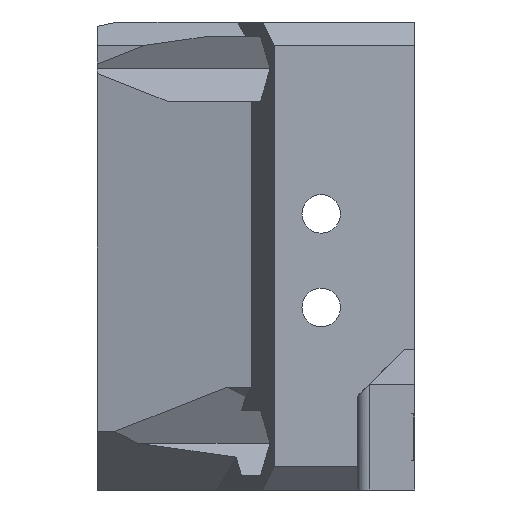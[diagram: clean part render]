
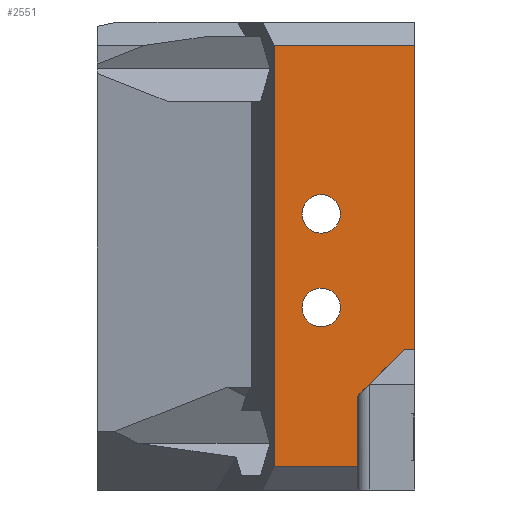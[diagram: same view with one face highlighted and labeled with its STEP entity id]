
A CAD part, left-side view. The second image highlights one B-rep face of the part: STEP entity #2551.
In plain terms, the highlighted planar face has unit normal (-1, 0, 0).
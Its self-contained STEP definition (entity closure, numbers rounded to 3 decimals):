
#31=FACE_BOUND('',#914,.T.);
#32=FACE_BOUND('',#915,.T.);
#70=CIRCLE('',#2718,1.65);
#71=CIRCLE('',#2719,1.65);
#153=LINE('',#3979,#415);
#158=LINE('',#4052,#420);
#171=LINE('',#4077,#433);
#197=LINE('',#4902,#459);
#198=LINE('',#4903,#460);
#199=LINE('',#4905,#461);
#200=LINE('',#4906,#462);
#415=VECTOR('',#2934,1000.);
#420=VECTOR('',#2949,1000.);
#433=VECTOR('',#2966,1000.);
#459=VECTOR('',#3010,1000.);
#460=VECTOR('',#3011,1000.);
#461=VECTOR('',#3012,1000.);
#462=VECTOR('',#3013,1000.);
#664=PLANE('',#2717);
#771=FACE_OUTER_BOUND('',#913,.T.);
#913=EDGE_LOOP('',(#1904,#1905,#1906,#1907,#1908,#1909,#1910));
#914=EDGE_LOOP('',(#1911));
#915=EDGE_LOOP('',(#1912));
#1155=VERTEX_POINT('',#3976);
#1156=VERTEX_POINT('',#3978);
#1166=VERTEX_POINT('',#4049);
#1167=VERTEX_POINT('',#4051);
#1177=VERTEX_POINT('',#4076);
#1230=VERTEX_POINT('',#4901);
#1231=VERTEX_POINT('',#4904);
#1232=VERTEX_POINT('',#4907);
#1233=VERTEX_POINT('',#4909);
#1417=EDGE_CURVE('',#1155,#1156,#153,.T.);
#1428=EDGE_CURVE('',#1167,#1166,#158,.T.);
#1441=EDGE_CURVE('',#1177,#1167,#171,.T.);
#1502=EDGE_CURVE('',#1166,#1230,#197,.T.);
#1503=EDGE_CURVE('',#1230,#1156,#198,.T.);
#1504=EDGE_CURVE('',#1155,#1231,#199,.T.);
#1505=EDGE_CURVE('',#1231,#1177,#200,.T.);
#1506=EDGE_CURVE('',#1232,#1232,#70,.T.);
#1507=EDGE_CURVE('',#1233,#1233,#71,.T.);
#1904=ORIENTED_EDGE('',*,*,#1502,.T.);
#1905=ORIENTED_EDGE('',*,*,#1503,.T.);
#1906=ORIENTED_EDGE('',*,*,#1417,.F.);
#1907=ORIENTED_EDGE('',*,*,#1504,.T.);
#1908=ORIENTED_EDGE('',*,*,#1505,.T.);
#1909=ORIENTED_EDGE('',*,*,#1441,.T.);
#1910=ORIENTED_EDGE('',*,*,#1428,.T.);
#1911=ORIENTED_EDGE('',*,*,#1506,.F.);
#1912=ORIENTED_EDGE('',*,*,#1507,.F.);
#2551=ADVANCED_FACE('',(#771,#31,#32),#664,.F.);
#2717=AXIS2_PLACEMENT_3D('',#4900,#3008,#3009);
#2718=AXIS2_PLACEMENT_3D('',#4908,#3014,#3015);
#2719=AXIS2_PLACEMENT_3D('',#4910,#3016,#3017);
#2934=DIRECTION('',(0.,0.,-1.));
#2949=DIRECTION('',(0.,0.,1.));
#2966=DIRECTION('',(0.,-1.,0.));
#3008=DIRECTION('center_axis',(1.,0.,0.));
#3009=DIRECTION('ref_axis',(0.,0.,-1.));
#3010=DIRECTION('',(0.,-0.707,0.707));
#3011=DIRECTION('',(0.,-1.,0.));
#3012=DIRECTION('',(0.,1.,0.));
#3013=DIRECTION('',(0.,0.,-1.));
#3014=DIRECTION('center_axis',(-1.,0.,0.));
#3015=DIRECTION('ref_axis',(0.,0.,1.));
#3016=DIRECTION('center_axis',(-1.,0.,0.));
#3017=DIRECTION('ref_axis',(0.,0.,1.));
#3976=CARTESIAN_POINT('',(-20.,-13.5,38.));
#3978=CARTESIAN_POINT('',(-20.,-13.5,12.));
#3979=CARTESIAN_POINT('',(-20.,-13.5,49.2));
#4049=CARTESIAN_POINT('',(-20.,-8.6,8.));
#4051=CARTESIAN_POINT('',(-20.,-8.6,2.));
#4052=CARTESIAN_POINT('',(-20.,-8.6,4.5));
#4076=CARTESIAN_POINT('',(-20.,-1.5,2.));
#4077=CARTESIAN_POINT('',(-20.,-7.5,2.));
#4900=CARTESIAN_POINT('Origin',(-20.,-7.5,49.2));
#4901=CARTESIAN_POINT('',(-20.,-12.6,12.));
#4902=CARTESIAN_POINT('',(-20.,-28.65,28.05));
#4903=CARTESIAN_POINT('',(-20.,-13.5,12.));
#4904=CARTESIAN_POINT('',(-20.,-1.5,38.));
#4905=CARTESIAN_POINT('',(-20.,-1.5,38.));
#4906=CARTESIAN_POINT('',(-20.,-1.5,49.2));
#4907=CARTESIAN_POINT('',(-20.,-5.5,21.95));
#4908=CARTESIAN_POINT('Origin',(-20.,-5.5,23.6));
#4909=CARTESIAN_POINT('',(-20.,-5.5,13.95));
#4910=CARTESIAN_POINT('Origin',(-20.,-5.5,15.6));
